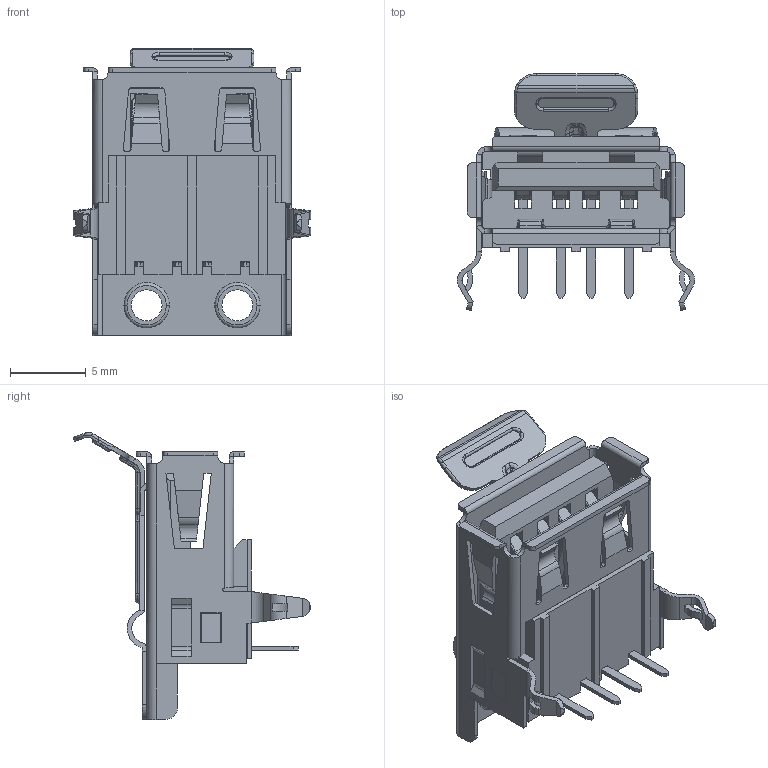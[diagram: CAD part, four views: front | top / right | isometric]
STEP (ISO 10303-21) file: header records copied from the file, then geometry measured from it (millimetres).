
FILE_DESCRIPTION (( 'STEP AP203' ), '1' );
FILE_NAME ('M-LUSB-A111-00-REVT1.STEP', '2016-11-24T17:37:34', ( '' ), ( '' ), 'SwSTEP 2.0', 'SolidWorks 2016', '' );
FILE_SCHEMA (( 'CONFIG_CONTROL_DESIGN' ));
Length unit declared in the file: millimetre
Products named in the file (14): MUSB-2A11-600 - Contact; LUSB-2A11-600; LUSB-2XXX-606; LUSB-2XXX-606_Installed; M-LUSB-A111-00-REVT1; MUSB-2A11-600 - Shield; MUSB-2A11-600 - Housing; MUSB-2A11-600 - Shield_LUB-650-02; MUSB-2A11-600 - Contact_default; LUSB-2A11-600 - Housing with contacts_MUSB-2A23 TOP INSERT
Assembly tree (9 placements, depth 4):
  MUSB-2A11-600 - Contact
  LUSB-2XXX-606
  M-LUSB-A111-00-REVT1
    LUSB-2A11-600
      MUSB-2A11-600 - Shield_LUB-650-02
      LUSB-2A11-600 - Housing with contacts_MUSB-2A23 TOP INSERT
        MUSB-2A11-600 - Housing
        MUSB-2A11-600 - Contact_default  x4
    LUSB-2XXX-606_Installed
  MUSB-2A11-600 - Shield
  MUSB-2A11-600 - Housing
Bounding box: 15.7 x 15.65 x 18.98 mm (x, y, z)
Volume: 661.5 mm3; surface area: 2471.8 mm2
Topology: 11 solids, 11 shells, 928 faces, 2529 edges, 1628 vertices
Faces by surface type: plane 528, cylinder 284, torus 78, bspline 38
Entity records: 28435 total; most frequent: CARTESIAN_POINT 7356, ORIENTED_EDGE 4282, DIRECTION 3979, EDGE_CURVE 2141, VECTOR 1449, LINE 1449, VERTEX_POINT 1382, AXIS2_PLACEMENT_3D 1265
